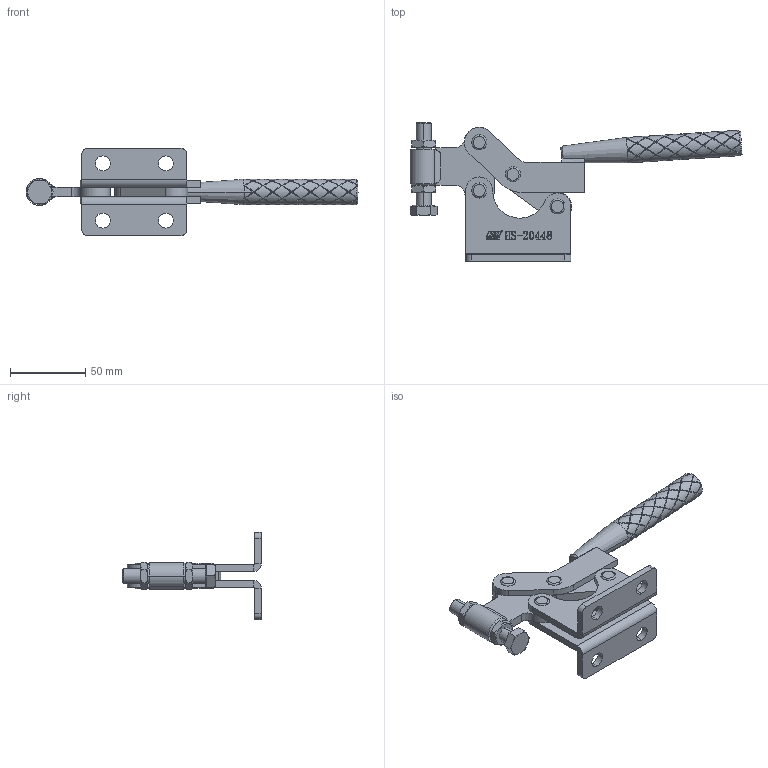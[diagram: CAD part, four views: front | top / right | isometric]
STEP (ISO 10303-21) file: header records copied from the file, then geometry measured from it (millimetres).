
FILE_DESCRIPTION (( 'STEP AP203' ), '1' );
FILE_NAME ('HS-20448 .STEP', '2019-10-06T00:32:54', ( '微软用户' ), ( '微软中国' ), 'SwSTEP 2.0', 'SolidWorks 2012', '' );
FILE_SCHEMA (( 'CONFIG_CONTROL_DESIGN' ));
Products named in the file (9): HS-20448 ; hexagon head bolts-full thread gb_GB_FASTENER_BOLT_STBAB A M10X55-C; hex thin nuts-grades ab-chamfered gb_GB_FASTENER_NUT_STNAB M10-N; 揤參; 种; 忒參; 蟀裝; 楊擘菁釱酘; 楊擘菁釱衵
Assembly tree (12 placements, depth 2):
  HS-20448 
    楊擘菁釱衵
    楊擘菁釱酘
    蟀裝
    忒參
    种  x4
    揤參
    hex thin nuts-grades ab-chamfered gb_GB_FASTENER_NUT_STNAB M10-N  x2
    hexagon head bolts-full thread gb_GB_FASTENER_BOLT_STBAB A M10X55-C
Bounding box: 220.86 x 92.08 x 58 mm (x, y, z)
Volume: 103775.1 mm3; surface area: 50775.5 mm2
Topology: 13 solids, 13 shells, 967 faces, 2306 edges, 1404 vertices
Faces by surface type: bspline 421, plane 300, cylinder 195, cone 35, torus 16
Entity records: 77368 total; most frequent: CARTESIAN_POINT 58925, ORIENTED_EDGE 4424, DIRECTION 2481, EDGE_CURVE 2212, VERTEX_POINT 1344, EDGE_LOOP 988, FACE_OUTER_BOUND 919, ADVANCED_FACE 919
